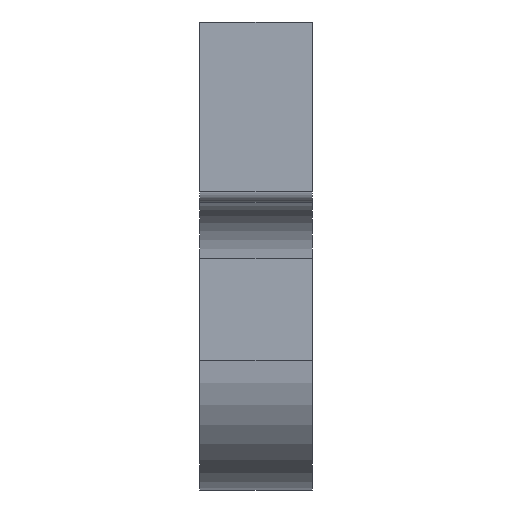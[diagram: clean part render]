
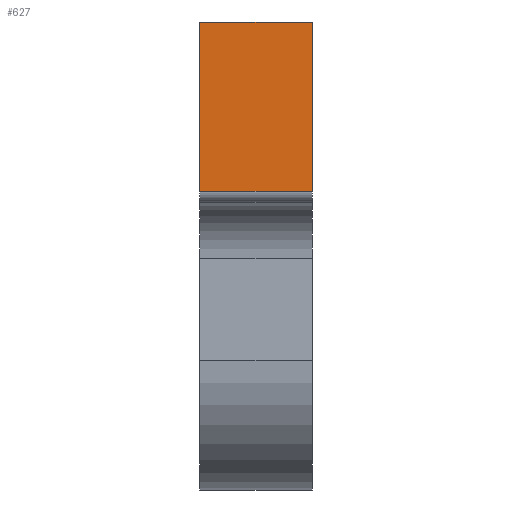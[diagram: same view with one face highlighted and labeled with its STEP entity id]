
A CAD part, left-side view. The second image highlights one B-rep face of the part: STEP entity #627.
In plain terms, the highlighted planar face has unit normal (-1, 0, 0).
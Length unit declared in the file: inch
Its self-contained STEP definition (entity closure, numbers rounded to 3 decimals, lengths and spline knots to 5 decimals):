
#83 = DIRECTION ( 'NONE',  ( 0., 0., 1. ) ) ;
#86 = VECTOR ( 'NONE', #772, 39.37008 ) ;
#191 = EDGE_CURVE ( 'NONE', #1188, #970, #1008, .T. ) ;
#196 = EDGE_CURVE ( 'NONE', #1188, #538, #1039, .T. ) ;
#205 = EDGE_CURVE ( 'NONE', #538, #477, #1297, .T. ) ;
#213 = EDGE_CURVE ( 'NONE', #970, #477, #678, .T. ) ;
#370 = DIRECTION ( 'NONE',  ( 0., 0., -1. ) ) ;
#374 = VECTOR ( 'NONE', #1094, 39.37008 ) ;
#380 = DIRECTION ( 'NONE',  ( 1., 0., 0. ) ) ;
#400 = CARTESIAN_POINT ( 'NONE',  ( -0.65, 0.25, 0.75 ) ) ;
#406 = PLANE ( 'NONE',  #723 ) ;
#436 = CARTESIAN_POINT ( 'NONE',  ( -0.65, 0.25, 0.75 ) ) ;
#443 = CARTESIAN_POINT ( 'NONE',  ( -0.65, 0.25, 0.375 ) ) ;
#454 = VECTOR ( 'NONE', #83, 39.37008 ) ;
#477 = VERTEX_POINT ( 'NONE', #1013 ) ;
#538 = VERTEX_POINT ( 'NONE', #741 ) ;
#541 = ORIENTED_EDGE ( 'NONE', *, *, #196, .T. ) ;
#627 = ADVANCED_FACE ( 'NONE', ( #817 ), #406, .F. ) ;
#653 = CARTESIAN_POINT ( 'NONE',  ( -0.65, 0.25, 0.75 ) ) ;
#664 = EDGE_LOOP ( 'NONE', ( #939, #541, #762, #1450 ) ) ;
#678 = LINE ( 'NONE', #653, #374 ) ;
#710 = VECTOR ( 'NONE', #876, 39.37008 ) ;
#723 = AXIS2_PLACEMENT_3D ( 'NONE', #436, #380, #370 ) ;
#741 = CARTESIAN_POINT ( 'NONE',  ( -0.65, 0., 0.375 ) ) ;
#762 = ORIENTED_EDGE ( 'NONE', *, *, #205, .T. ) ;
#772 = DIRECTION ( 'NONE',  ( 0., -1., 0. ) ) ;
#817 = FACE_OUTER_BOUND ( 'NONE', #664, .T. ) ;
#876 = DIRECTION ( 'NONE',  ( 0., 0., 1. ) ) ;
#939 = ORIENTED_EDGE ( 'NONE', *, *, #191, .F. ) ;
#970 = VERTEX_POINT ( 'NONE', #400 ) ;
#1008 = LINE ( 'NONE', #1072, #710 ) ;
#1013 = CARTESIAN_POINT ( 'NONE',  ( -0.65, 0., 0.75 ) ) ;
#1039 = LINE ( 'NONE', #443, #86 ) ;
#1072 = CARTESIAN_POINT ( 'NONE',  ( -0.65, 0.25, 0.75 ) ) ;
#1094 = DIRECTION ( 'NONE',  ( 0., -1., 0. ) ) ;
#1188 = VERTEX_POINT ( 'NONE', #1478 ) ;
#1224 = CARTESIAN_POINT ( 'NONE',  ( -0.65, 0., 0.75 ) ) ;
#1297 = LINE ( 'NONE', #1224, #454 ) ;
#1450 = ORIENTED_EDGE ( 'NONE', *, *, #213, .F. ) ;
#1478 = CARTESIAN_POINT ( 'NONE',  ( -0.65, 0.25, 0.375 ) ) ;
